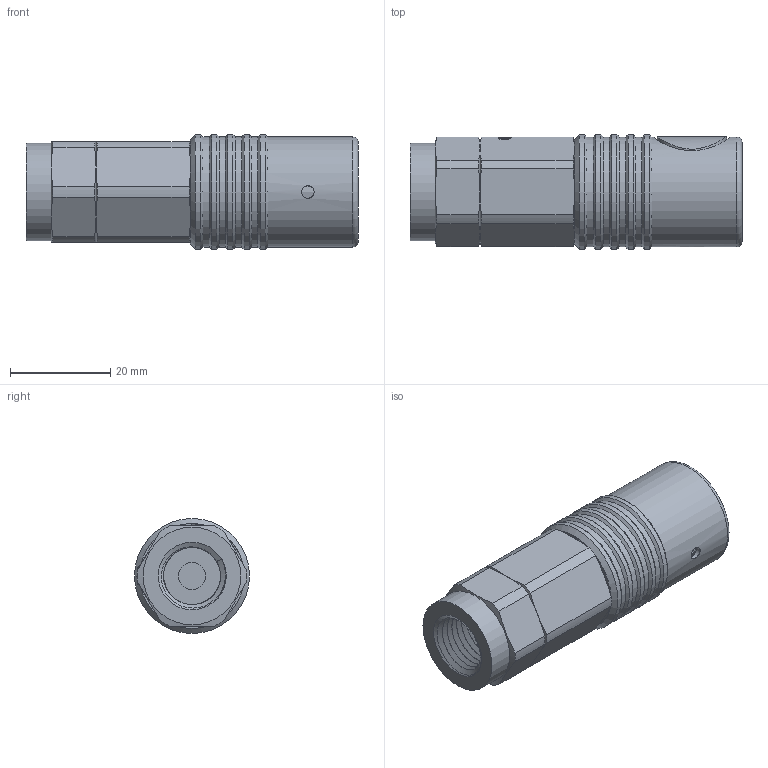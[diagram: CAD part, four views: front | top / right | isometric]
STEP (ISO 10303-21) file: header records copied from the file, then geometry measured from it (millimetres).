
FILE_DESCRIPTION(/* description */ (''),/* implementation_level */ '2;1');
FILE_NAME(/* name */ '18KPIW13APX.stp',/* time_stamp */ '2020-02-20T14:16:23+01:00',/* author */ ('IA176480'),/* organization */ (''),/* preprocessor_version */ 'ST-DEVELOPER v17',/* originating_system */ 'Autodesk Inventor 2019',/* authorisation */ '');
FILE_SCHEMA (('CONFIG_CONTROL_DESIGN'));
Length unit declared in the file: millimetre
Products named in the file (1): 18KPIW13APX
Bounding box: 66.4 x 23 x 23 mm (x, y, z)
Volume: 27526.1 mm3; surface area: 19087 mm2
Topology: 27 solids, 27 shells, 296 faces, 783 edges, 526 vertices
Faces by surface type: cylinder 104, plane 94, cone 60, sphere 14, bspline 13, torus 11
Full cylindrical faces by diameter (mm): 2.5 x1, 3.5 x1, 4 x11, 5.5 x1, 6.8 x1, 7 x1, 8.5 x1, 8.7 x2, 10.1 x1, 10.4 x1, 10.5 x1, 11 x4, 11.1 x2, 11.406 x7, 12 x1, 12.9 x1, 13.2 x1, 13.95 x1, 14.05 x1, 14.3 x1, 15.8 x1, 16 x1, 18.2 x1, 18.5 x2, 18.6 x1, 18.75 x6, 19.5 x1, 20 x1, 22 x5, 23 x5
Entity records: 19555 total; most frequent: CARTESIAN_POINT 12416, ORIENTED_EDGE 1506, DIRECTION 1457, EDGE_CURVE 753, AXIS2_PLACEMENT_3D 612, VERTEX_POINT 526, EDGE_LOOP 329, CIRCLE 323
